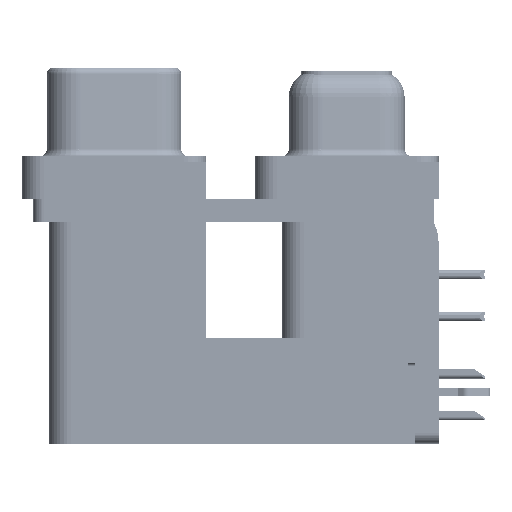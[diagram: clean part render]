
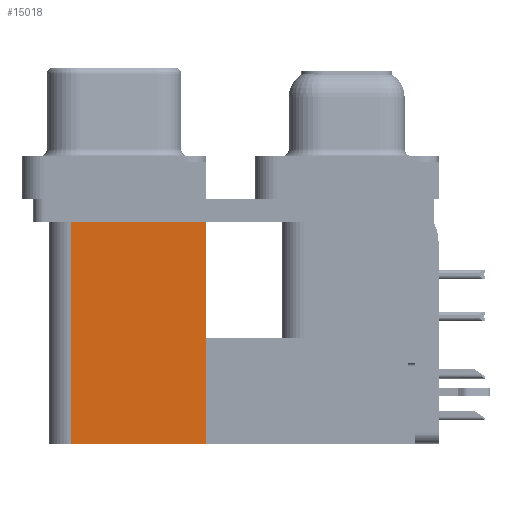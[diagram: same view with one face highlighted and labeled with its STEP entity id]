
A CAD part, left-side view. The second image highlights one B-rep face of the part: STEP entity #15018.
In plain terms, the highlighted planar face has unit normal (-1, 0, 0).
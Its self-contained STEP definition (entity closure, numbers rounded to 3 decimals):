
#484 = PLANE ( 'NONE',  #26816 ) ;
#2210 = VECTOR ( 'NONE', #52581, 1000. ) ;
#2675 = ORIENTED_EDGE ( 'NONE', *, *, #21522, .T. ) ;
#3620 = VERTEX_POINT ( 'NONE', #32866 ) ;
#6385 = EDGE_CURVE ( 'NONE', #3620, #20558, #51727, .T. ) ;
#6595 = VERTEX_POINT ( 'NONE', #55877 ) ;
#8712 = LINE ( 'NONE', #16762, #54482 ) ;
#8890 = CARTESIAN_POINT ( 'NONE',  ( 3.7, 18.8, -2.5 ) ) ;
#10651 = CARTESIAN_POINT ( 'NONE',  ( 3.7, 9.6, -2.5 ) ) ;
#10941 = LINE ( 'NONE', #10651, #18184 ) ;
#12353 = CARTESIAN_POINT ( 'NONE',  ( 3.7, 18.8, -19.2 ) ) ;
#13152 = FACE_OUTER_BOUND ( 'NONE', #28973, .T. ) ;
#13974 = ORIENTED_EDGE ( 'NONE', *, *, #6385, .F. ) ;
#15018 = ADVANCED_FACE ( 'NONE', ( #13152 ), #484, .F. ) ;
#15167 = VECTOR ( 'NONE', #21884, 1000. ) ;
#15246 = DIRECTION ( 'NONE',  ( 0., 1., 0. ) ) ;
#16762 = CARTESIAN_POINT ( 'NONE',  ( 3.7, 9.6, -19.2 ) ) ;
#17131 = ORIENTED_EDGE ( 'NONE', *, *, #27375, .T. ) ;
#18184 = VECTOR ( 'NONE', #15246, 1000. ) ;
#20164 = EDGE_CURVE ( 'NONE', #6595, #3620, #38865, .T. ) ;
#20558 = VERTEX_POINT ( 'NONE', #8890 ) ;
#21522 = EDGE_CURVE ( 'NONE', #28290, #20558, #10941, .T. ) ;
#21884 = DIRECTION ( 'NONE',  ( 0., 1., 0. ) ) ;
#21931 = DIRECTION ( 'NONE',  ( 0., 0., 1. ) ) ;
#26616 = DIRECTION ( 'NONE',  ( 0., 0., -1. ) ) ;
#26816 = AXIS2_PLACEMENT_3D ( 'NONE', #30943, #53624, #26616 ) ;
#27375 = EDGE_CURVE ( 'NONE', #6595, #28290, #8712, .T. ) ;
#28290 = VERTEX_POINT ( 'NONE', #39548 ) ;
#28973 = EDGE_LOOP ( 'NONE', ( #2675, #13974, #35274, #17131 ) ) ;
#29910 = CARTESIAN_POINT ( 'NONE',  ( 3.7, 9.6, -19.2 ) ) ;
#30943 = CARTESIAN_POINT ( 'NONE',  ( 3.7, 9.6, -19.2 ) ) ;
#32866 = CARTESIAN_POINT ( 'NONE',  ( 3.7, 18.8, -19.2 ) ) ;
#35274 = ORIENTED_EDGE ( 'NONE', *, *, #20164, .F. ) ;
#38865 = LINE ( 'NONE', #29910, #15167 ) ;
#39548 = CARTESIAN_POINT ( 'NONE',  ( 3.7, 9.6, -2.5 ) ) ;
#51727 = LINE ( 'NONE', #12353, #2210 ) ;
#52581 = DIRECTION ( 'NONE',  ( 0., 0., 1. ) ) ;
#53624 = DIRECTION ( 'NONE',  ( 1., 0., 0. ) ) ;
#54482 = VECTOR ( 'NONE', #21931, 1000. ) ;
#55877 = CARTESIAN_POINT ( 'NONE',  ( 3.7, 9.6, -19.2 ) ) ;
